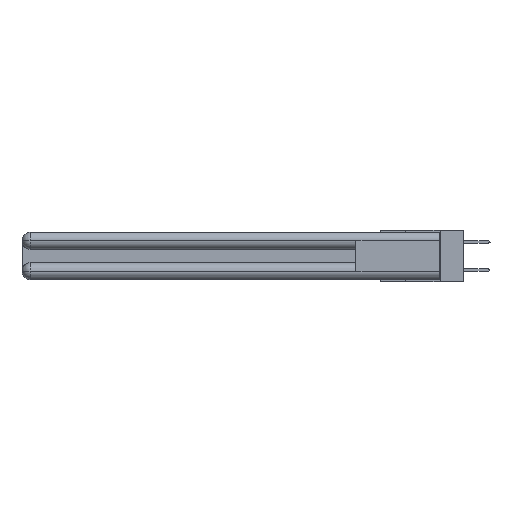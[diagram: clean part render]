
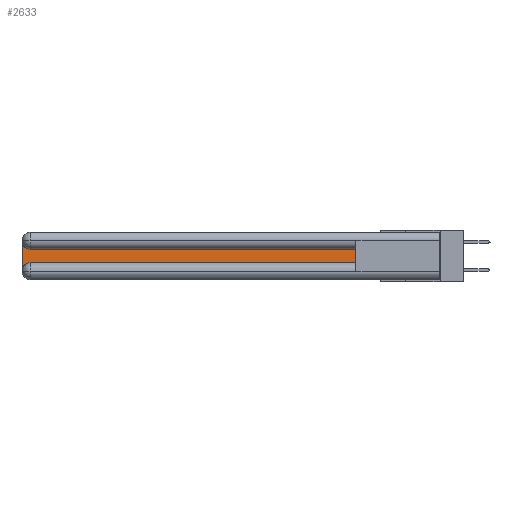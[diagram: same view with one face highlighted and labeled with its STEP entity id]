
A CAD part, left-side view. The second image highlights one B-rep face of the part: STEP entity #2633.
In plain terms, the highlighted planar face has unit normal (-1, 0, 0).
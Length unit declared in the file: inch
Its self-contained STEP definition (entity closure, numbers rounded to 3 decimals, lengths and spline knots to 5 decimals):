
#192 = AXIS2_PLACEMENT_3D ( 'NONE', #12438, #15079, #1330 ) ;
#1079 = CARTESIAN_POINT ( 'NONE',  ( 0.075, 3., -0.2775 ) ) ;
#1330 = DIRECTION ( 'NONE',  ( 0., 0., -1. ) ) ;
#1382 = DIRECTION ( 'NONE',  ( 0., 1., 0. ) ) ;
#2346 = DIRECTION ( 'NONE',  ( 0., -1., 0. ) ) ;
#2633 = ADVANCED_FACE ( 'NONE', ( #27436 ), #5936, .F. ) ;
#3340 = CARTESIAN_POINT ( 'NONE',  ( 0.075, 2.94, -0.2775 ) ) ;
#4333 = AXIS2_PLACEMENT_3D ( 'NONE', #10939, #20520, #8940 ) ;
#5643 = DIRECTION ( 'NONE',  ( 0., 0., -1. ) ) ;
#5874 = EDGE_CURVE ( 'NONE', #17159, #27884, #22969, .T. ) ;
#5936 = PLANE ( 'NONE',  #192 ) ;
#6117 = CARTESIAN_POINT ( 'NONE',  ( 0.075, 2.94, -0.2175 ) ) ;
#6156 = CIRCLE ( 'NONE', #4333, 0.06 ) ;
#6624 = CARTESIAN_POINT ( 'NONE',  ( 0.075, 3., -0.0625 ) ) ;
#6967 = CARTESIAN_POINT ( 'NONE',  ( 0.075, 0.6, -0.1225 ) ) ;
#6974 = LINE ( 'NONE', #23325, #29141 ) ;
#7424 = VECTOR ( 'NONE', #2346, 39.37008 ) ;
#7871 = CARTESIAN_POINT ( 'NONE',  ( 0.075, 0.6, -0.2175 ) ) ;
#8353 = EDGE_CURVE ( 'NONE', #27884, #10834, #11693, .T. ) ;
#8940 = DIRECTION ( 'NONE',  ( 0., 0., -1. ) ) ;
#9158 = VERTEX_POINT ( 'NONE', #6624 ) ;
#9496 = CARTESIAN_POINT ( 'NONE',  ( 0.075, 0.6, -0.2175 ) ) ;
#10128 = VERTEX_POINT ( 'NONE', #6967 ) ;
#10834 = VERTEX_POINT ( 'NONE', #7871 ) ;
#10939 = CARTESIAN_POINT ( 'NONE',  ( 0.075, 2.94, -0.0625 ) ) ;
#11693 = LINE ( 'NONE', #29593, #7424 ) ;
#11952 = DIRECTION ( 'NONE',  ( 0., 0., -1. ) ) ;
#12438 = CARTESIAN_POINT ( 'NONE',  ( 0.075, 3., -0.1225 ) ) ;
#12928 = AXIS2_PLACEMENT_3D ( 'NONE', #3340, #17082, #5643 ) ;
#15079 = DIRECTION ( 'NONE',  ( 1., 0., 0. ) ) ;
#15136 = CARTESIAN_POINT ( 'NONE',  ( 0.075, 0.6, -0.1225 ) ) ;
#16530 = LINE ( 'NONE', #9496, #25059 ) ;
#17082 = DIRECTION ( 'NONE',  ( 1., 0., 0. ) ) ;
#17159 = VERTEX_POINT ( 'NONE', #1079 ) ;
#18026 = EDGE_CURVE ( 'NONE', #10128, #28196, #25551, .T. ) ;
#18387 = ORIENTED_EDGE ( 'NONE', *, *, #25940, .T. ) ;
#18684 = ORIENTED_EDGE ( 'NONE', *, *, #24644, .T. ) ;
#20520 = DIRECTION ( 'NONE',  ( 1., 0., 0. ) ) ;
#22969 = CIRCLE ( 'NONE', #12928, 0.06 ) ;
#23275 = DIRECTION ( 'NONE',  ( 0., 0., 1. ) ) ;
#23325 = CARTESIAN_POINT ( 'NONE',  ( 0.075, 3., -0.2175 ) ) ;
#23706 = EDGE_LOOP ( 'NONE', ( #28735, #18387, #18684, #24578, #25002, #26697 ) ) ;
#24578 = ORIENTED_EDGE ( 'NONE', *, *, #5874, .T. ) ;
#24644 = EDGE_CURVE ( 'NONE', #9158, #17159, #6974, .T. ) ;
#25002 = ORIENTED_EDGE ( 'NONE', *, *, #8353, .T. ) ;
#25059 = VECTOR ( 'NONE', #23275, 39.37008 ) ;
#25551 = LINE ( 'NONE', #15136, #29529 ) ;
#25934 = CARTESIAN_POINT ( 'NONE',  ( 0.075, 2.94, -0.1225 ) ) ;
#25940 = EDGE_CURVE ( 'NONE', #28196, #9158, #6156, .T. ) ;
#26259 = EDGE_CURVE ( 'NONE', #10834, #10128, #16530, .T. ) ;
#26697 = ORIENTED_EDGE ( 'NONE', *, *, #26259, .T. ) ;
#27436 = FACE_OUTER_BOUND ( 'NONE', #23706, .T. ) ;
#27884 = VERTEX_POINT ( 'NONE', #6117 ) ;
#28196 = VERTEX_POINT ( 'NONE', #25934 ) ;
#28735 = ORIENTED_EDGE ( 'NONE', *, *, #18026, .T. ) ;
#29141 = VECTOR ( 'NONE', #11952, 39.37008 ) ;
#29529 = VECTOR ( 'NONE', #1382, 39.37008 ) ;
#29593 = CARTESIAN_POINT ( 'NONE',  ( 0.075, 0.6, -0.2175 ) ) ;
